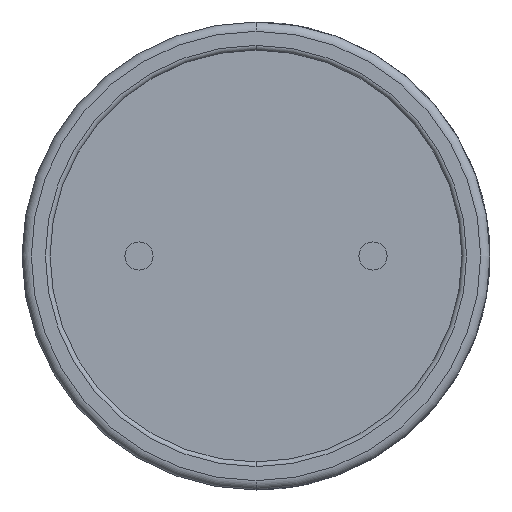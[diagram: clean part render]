
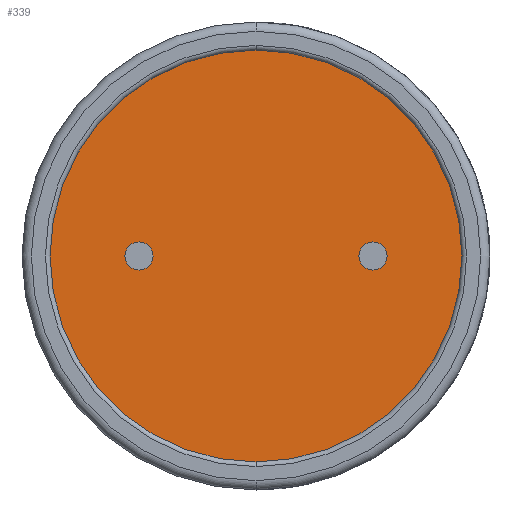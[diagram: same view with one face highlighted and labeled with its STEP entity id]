
A CAD part, front view. The second image highlights one B-rep face of the part: STEP entity #339.
In plain terms, the highlighted planar face has unit normal (0, -1, 0).
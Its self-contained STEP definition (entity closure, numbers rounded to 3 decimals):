
#57 = CARTESIAN_POINT ( 'NONE',  ( 0., 0.1, 0. ) ) ;
#66 = EDGE_CURVE ( 'NONE', #516, #997, #628, .T. ) ;
#113 = EDGE_LOOP ( 'NONE', ( #309, #596 ) ) ;
#155 = EDGE_CURVE ( 'NONE', #997, #516, #341, .T. ) ;
#309 = ORIENTED_EDGE ( 'NONE', *, *, #66, .T. ) ;
#324 = CARTESIAN_POINT ( 'NONE',  ( 0., 0.1, 4.4 ) ) ;
#339 = ADVANCED_FACE ( 'NONE', ( #1104 ), #1079, .T. ) ;
#341 = CIRCLE ( 'NONE', #708, 4.4 ) ;
#351 = CARTESIAN_POINT ( 'NONE',  ( 0., 0.1, -4.4 ) ) ;
#388 = AXIS2_PLACEMENT_3D ( 'NONE', #57, #1032, #1036 ) ;
#444 = DIRECTION ( 'NONE',  ( 0., 0., -1. ) ) ;
#516 = VERTEX_POINT ( 'NONE', #351 ) ;
#588 = CARTESIAN_POINT ( 'NONE',  ( 0., 0.1, 0. ) ) ;
#596 = ORIENTED_EDGE ( 'NONE', *, *, #155, .T. ) ;
#628 = CIRCLE ( 'NONE', #388, 4.4 ) ;
#697 = DIRECTION ( 'NONE',  ( 0., -1., 0. ) ) ;
#708 = AXIS2_PLACEMENT_3D ( 'NONE', #965, #697, #776 ) ;
#776 = DIRECTION ( 'NONE',  ( 0., 0., -1. ) ) ;
#784 = DIRECTION ( 'NONE',  ( 0., -1., 0. ) ) ;
#787 = AXIS2_PLACEMENT_3D ( 'NONE', #588, #784, #444 ) ;
#965 = CARTESIAN_POINT ( 'NONE',  ( 0., 0.1, 0. ) ) ;
#997 = VERTEX_POINT ( 'NONE', #324 ) ;
#1032 = DIRECTION ( 'NONE',  ( 0., -1., 0. ) ) ;
#1036 = DIRECTION ( 'NONE',  ( 0., 0., -1. ) ) ;
#1079 = PLANE ( 'NONE',  #787 ) ;
#1104 = FACE_OUTER_BOUND ( 'NONE', #113, .T. ) ;
